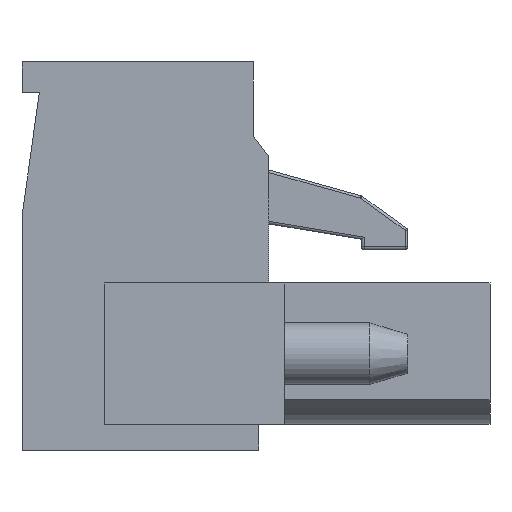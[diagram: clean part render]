
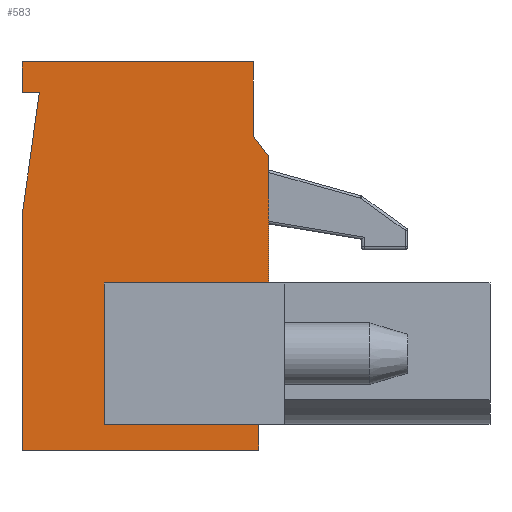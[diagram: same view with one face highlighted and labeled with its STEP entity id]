
A CAD part, left-side view. The second image highlights one B-rep face of the part: STEP entity #583.
In plain terms, the highlighted planar face has unit normal (-1, 0, 0).
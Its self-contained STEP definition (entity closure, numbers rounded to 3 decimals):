
#583 = ADVANCED_FACE( '', ( #1401 ), #1402, .F. );
#1401 = FACE_OUTER_BOUND( '', #2569, .T. );
#1402 = PLANE( '', #2570 );
#2569 = EDGE_LOOP( '', ( #3839, #3840, #3841, #3842, #3843, #3844, #3845, #3846, #3847, #3848, #3849, #3850, #3851 ) );
#2570 = AXIS2_PLACEMENT_3D( '', #3852, #3853, #3854 );
#3839 = ORIENTED_EDGE( '', *, *, #7128, .F. );
#3840 = ORIENTED_EDGE( '', *, *, #7129, .F. );
#3841 = ORIENTED_EDGE( '', *, *, #7130, .F. );
#3842 = ORIENTED_EDGE( '', *, *, #7131, .F. );
#3843 = ORIENTED_EDGE( '', *, *, #7132, .F. );
#3844 = ORIENTED_EDGE( '', *, *, #7133, .F. );
#3845 = ORIENTED_EDGE( '', *, *, #7134, .F. );
#3846 = ORIENTED_EDGE( '', *, *, #7135, .F. );
#3847 = ORIENTED_EDGE( '', *, *, #7136, .F. );
#3848 = ORIENTED_EDGE( '', *, *, #7137, .F. );
#3849 = ORIENTED_EDGE( '', *, *, #7138, .F. );
#3850 = ORIENTED_EDGE( '', *, *, #7139, .F. );
#3851 = ORIENTED_EDGE( '', *, *, #7140, .F. );
#3852 = CARTESIAN_POINT( '', ( -5., 0., 0. ) );
#3853 = DIRECTION( '', ( 1., 0., 0. ) );
#3854 = DIRECTION( '', ( 0., 0., -1. ) );
#7128 = EDGE_CURVE( '', #8525, #8526, #8527, .T. );
#7129 = EDGE_CURVE( '', #8528, #8525, #8529, .T. );
#7130 = EDGE_CURVE( '', #8530, #8528, #8531, .T. );
#7131 = EDGE_CURVE( '', #8532, #8530, #8533, .T. );
#7132 = EDGE_CURVE( '', #8534, #8532, #8535, .T. );
#7133 = EDGE_CURVE( '', #8536, #8534, #8537, .T. );
#7134 = EDGE_CURVE( '', #8538, #8536, #8539, .T. );
#7135 = EDGE_CURVE( '', #8540, #8538, #8541, .T. );
#7136 = EDGE_CURVE( '', #8542, #8540, #8543, .T. );
#7137 = EDGE_CURVE( '', #8544, #8542, #8545, .T. );
#7138 = EDGE_CURVE( '', #8546, #8544, #8547, .T. );
#7139 = EDGE_CURVE( '', #8548, #8546, #8549, .T. );
#7140 = EDGE_CURVE( '', #8526, #8548, #8550, .T. );
#8525 = VERTEX_POINT( '', #10554 );
#8526 = VERTEX_POINT( '', #10555 );
#8527 = LINE( '', #10556, #10557 );
#8528 = VERTEX_POINT( '', #10558 );
#8529 = LINE( '', #10559, #10560 );
#8530 = VERTEX_POINT( '', #10561 );
#8531 = LINE( '', #10562, #10563 );
#8532 = VERTEX_POINT( '', #10564 );
#8533 = LINE( '', #10565, #10566 );
#8534 = VERTEX_POINT( '', #10567 );
#8535 = LINE( '', #10568, #10569 );
#8536 = VERTEX_POINT( '', #10570 );
#8537 = LINE( '', #10571, #10572 );
#8538 = VERTEX_POINT( '', #10573 );
#8539 = LINE( '', #10574, #10575 );
#8540 = VERTEX_POINT( '', #10576 );
#8541 = LINE( '', #10577, #10578 );
#8542 = VERTEX_POINT( '', #10579 );
#8543 = LINE( '', #10580, #10581 );
#8544 = VERTEX_POINT( '', #10582 );
#8545 = LINE( '', #10583, #10584 );
#8546 = VERTEX_POINT( '', #10585 );
#8547 = LINE( '', #10586, #10587 );
#8548 = VERTEX_POINT( '', #10588 );
#8549 = LINE( '', #10589, #10590 );
#8550 = LINE( '', #10591, #10592 );
#10554 = CARTESIAN_POINT( '', ( -5., 6.4, -2.25 ) );
#10555 = CARTESIAN_POINT( '', ( -5., 0.4, -2.25 ) );
#10556 = CARTESIAN_POINT( '', ( -5., 6.4, -2.25 ) );
#10557 = VECTOR( '', #13130, 1000. );
#10558 = CARTESIAN_POINT( '', ( -5., 6.4, 3.25 ) );
#10559 = CARTESIAN_POINT( '', ( -5., 6.4, 3.25 ) );
#10560 = VECTOR( '', #13131, 1000. );
#10561 = CARTESIAN_POINT( '', ( -5., 0., 3.25 ) );
#10562 = CARTESIAN_POINT( '', ( -5., -0.6, 3.25 ) );
#10563 = VECTOR( '', #13132, 1000. );
#10564 = CARTESIAN_POINT( '', ( -5., 0., 8.15 ) );
#10565 = CARTESIAN_POINT( '', ( -5., 0., 11.85 ) );
#10566 = VECTOR( '', #13133, 1000. );
#10567 = CARTESIAN_POINT( '', ( -5., 0.6, 8.95 ) );
#10568 = CARTESIAN_POINT( '', ( -5., -3.912, 2.934 ) );
#10569 = VECTOR( '', #13134, 1000. );
#10570 = CARTESIAN_POINT( '', ( -5., 0.6, 11.85 ) );
#10571 = CARTESIAN_POINT( '', ( -5., 0.6, 0. ) );
#10572 = VECTOR( '', #13135, 1000. );
#10573 = CARTESIAN_POINT( '', ( -5., 9.6, 11.85 ) );
#10574 = CARTESIAN_POINT( '', ( -5., 9.6, 11.85 ) );
#10575 = VECTOR( '', #13136, 1000. );
#10576 = CARTESIAN_POINT( '', ( -5., 9.6, 10.65 ) );
#10577 = CARTESIAN_POINT( '', ( -5., 9.6, -3.25 ) );
#10578 = VECTOR( '', #13137, 1000. );
#10579 = CARTESIAN_POINT( '', ( -5., 8.925, 10.65 ) );
#10580 = CARTESIAN_POINT( '', ( -5., 0., 10.65 ) );
#10581 = VECTOR( '', #13138, 1000. );
#10582 = CARTESIAN_POINT( '', ( -5., 9.6, 5.85 ) );
#10583 = CARTESIAN_POINT( '', ( -5., 10.22, 1.436 ) );
#10584 = VECTOR( '', #13139, 1000. );
#10585 = CARTESIAN_POINT( '', ( -5., 9.6, -3.25 ) );
#10586 = CARTESIAN_POINT( '', ( -5., 9.6, -3.25 ) );
#10587 = VECTOR( '', #13140, 1000. );
#10588 = CARTESIAN_POINT( '', ( -5., 0.4, -3.25 ) );
#10589 = CARTESIAN_POINT( '', ( -5., -8.6, -3.25 ) );
#10590 = VECTOR( '', #13141, 1000. );
#10591 = CARTESIAN_POINT( '', ( -5., 0.4, 0. ) );
#10592 = VECTOR( '', #13142, 1000. );
#13130 = DIRECTION( '', ( 0., -1., 0. ) );
#13131 = DIRECTION( '', ( 0., 0., -1. ) );
#13132 = DIRECTION( '', ( 0., 1., 0. ) );
#13133 = DIRECTION( '', ( 0., 0., -1. ) );
#13134 = DIRECTION( '', ( 0., -0.6, -0.8 ) );
#13135 = DIRECTION( '', ( 0., 0., -1. ) );
#13136 = DIRECTION( '', ( 0., -1., 0. ) );
#13137 = DIRECTION( '', ( 0., 0., 1. ) );
#13138 = DIRECTION( '', ( 0., 1., 0. ) );
#13139 = DIRECTION( '', ( 0., -0.139, 0.99 ) );
#13140 = DIRECTION( '', ( 0., 0., 1. ) );
#13141 = DIRECTION( '', ( 0., 1., 0. ) );
#13142 = DIRECTION( '', ( 0., 0., -1. ) );
